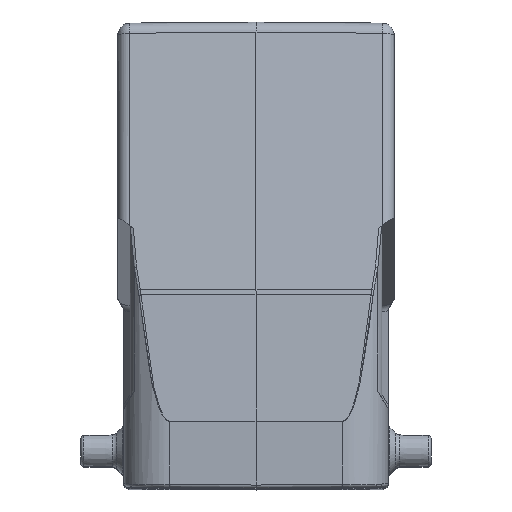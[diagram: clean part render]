
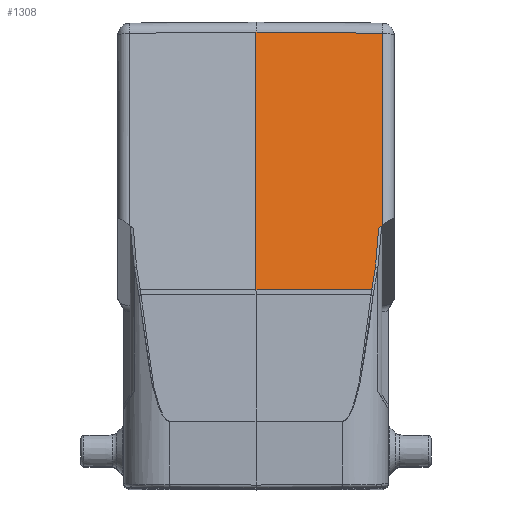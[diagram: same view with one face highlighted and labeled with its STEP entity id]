
A CAD part, top view. The second image highlights one B-rep face of the part: STEP entity #1308.
In plain terms, the highlighted planar face has unit normal (0.009, 0.174, 0.985).
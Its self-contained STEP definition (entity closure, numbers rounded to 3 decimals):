
#779=PLANE('',#10150);
#1308=ADVANCED_FACE('',(#2030),#779,.T.);
#2030=FACE_OUTER_BOUND('',#2607,.T.);
#2607=EDGE_LOOP('',(#5368,#5369,#5370,#5371,#5372,#5373,#5374));
#3023=B_SPLINE_CURVE_WITH_KNOTS('',3,(#17794,#17795,#17796,#17797,#17798,
#17799,#17800,#17801,#17802,#17803),.UNSPECIFIED.,.F.,.F.,(4,1,1,2,2,4),
(0.,0.25,0.375,0.438,0.5,
1.),.UNSPECIFIED.);
#3065=B_SPLINE_CURVE_WITH_KNOTS('',3,(#18667,#18668,#18669,#18670,#18671,
#18672),.UNSPECIFIED.,.F.,.F.,(4,1,1,4),(0.,0.333,0.667,
1.),.UNSPECIFIED.);
#5368=ORIENTED_EDGE('',*,*,#7696,.T.);
#5369=ORIENTED_EDGE('',*,*,#7691,.T.);
#5370=ORIENTED_EDGE('',*,*,#7689,.F.);
#5371=ORIENTED_EDGE('',*,*,#7863,.T.);
#5372=ORIENTED_EDGE('',*,*,#7864,.T.);
#5373=ORIENTED_EDGE('',*,*,#7865,.F.);
#5374=ORIENTED_EDGE('',*,*,#7866,.T.);
#6478=VERTEX_POINT('',#17757);
#6479=VERTEX_POINT('',#17761);
#6480=VERTEX_POINT('',#17772);
#6482=VERTEX_POINT('',#17788);
#6566=VERTEX_POINT('',#18602);
#6570=VERTEX_POINT('',#18664);
#6571=VERTEX_POINT('',#18666);
#7689=EDGE_CURVE('',#6478,#6479,#8560,.T.);
#7691=EDGE_CURVE('',#6480,#6479,#8561,.T.);
#7696=EDGE_CURVE('',#6482,#6480,#3023,.T.);
#7863=EDGE_CURVE('',#6478,#6566,#8607,.T.);
#7864=EDGE_CURVE('',#6566,#6570,#8608,.T.);
#7865=EDGE_CURVE('',#6571,#6570,#8609,.T.);
#7866=EDGE_CURVE('',#6571,#6482,#3065,.T.);
#8560=LINE('',#17760,#9227);
#8561=LINE('',#17771,#9228);
#8607=LINE('',#18661,#9274);
#8608=LINE('',#18663,#9275);
#8609=LINE('',#18665,#9276);
#9227=VECTOR('',#11812,1.);
#9228=VECTOR('',#11815,1.);
#9274=VECTOR('',#12183,1.);
#9275=VECTOR('',#12186,1.);
#9276=VECTOR('',#12187,1.);
#10150=AXIS2_PLACEMENT_3D('',#18673,#12188,#12189);
#11812=DIRECTION('',(0.,-0.985,0.174));
#11815=DIRECTION('',(0.762,0.637,-0.119));
#12183=DIRECTION('',(-1.,0.009,0.007));
#12186=DIRECTION('',(0.,-0.985,0.174));
#12187=DIRECTION('',(-1.,0.001,0.009));
#12188=DIRECTION('',(0.009,0.174,0.985));
#12189=DIRECTION('',(0.,-0.985,0.174));
#17757=CARTESIAN_POINT('',(20.517,19.584,50.546));
#17760=CARTESIAN_POINT('',(20.517,19.584,50.546));
#17761=CARTESIAN_POINT('',(20.517,-11.704,56.062));
#17771=CARTESIAN_POINT('',(19.963,-12.168,56.149));
#17772=CARTESIAN_POINT('',(19.963,-12.168,56.149));
#17788=CARTESIAN_POINT('',(19.449,-18.497,57.27));
#17794=CARTESIAN_POINT('',(19.449,-18.497,57.27));
#17795=CARTESIAN_POINT('',(19.522,-17.989,57.179));
#17796=CARTESIAN_POINT('',(19.621,-17.19,57.038));
#17797=CARTESIAN_POINT('',(19.719,-16.193,56.861));
#17798=CARTESIAN_POINT('',(19.757,-15.752,56.783));
#17799=CARTESIAN_POINT('',(19.782,-15.455,56.73));
#17800=CARTESIAN_POINT('',(19.796,-15.272,56.698));
#17801=CARTESIAN_POINT('',(19.877,-14.198,56.508));
#17802=CARTESIAN_POINT('',(19.93,-13.202,56.332));
#17803=CARTESIAN_POINT('',(19.963,-12.168,56.149));
#18602=CARTESIAN_POINT('',(0.,19.763,50.696));
#18661=CARTESIAN_POINT('',(20.517,19.584,50.546));
#18663=CARTESIAN_POINT('',(0.,19.763,50.696));
#18664=CARTESIAN_POINT('',(0.,-22.155,58.087));
#18665=CARTESIAN_POINT('',(18.848,-22.176,57.924));
#18666=CARTESIAN_POINT('',(18.848,-22.176,57.924));
#18667=CARTESIAN_POINT('',(18.848,-22.176,57.924));
#18668=CARTESIAN_POINT('',(18.933,-21.719,57.842));
#18669=CARTESIAN_POINT('',(19.088,-20.836,57.685));
#18670=CARTESIAN_POINT('',(19.286,-19.609,57.467));
#18671=CARTESIAN_POINT('',(19.397,-18.857,57.334));
#18672=CARTESIAN_POINT('',(19.449,-18.497,57.27));
#18673=CARTESIAN_POINT('',(0.,21.415,50.404));
